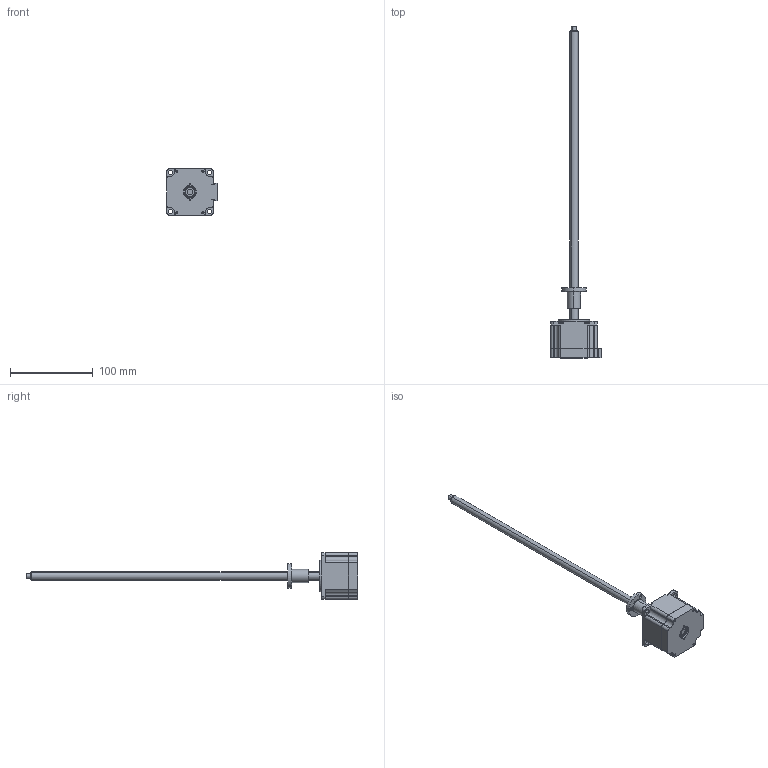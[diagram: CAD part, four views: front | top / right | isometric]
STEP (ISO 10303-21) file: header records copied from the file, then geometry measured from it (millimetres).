
FILE_DESCRIPTION (( 'STEP AP203' ), '1' );
FILE_NAME ('LE234S-T10105-350-AR4-S-210.STEP', '2018-08-13T01:52:17', ( '' ), ( '' ), 'SwSTEP 2.0', 'SolidWorks 2014', '' );
FILE_SCHEMA (( 'CONFIG_CONTROL_DESIGN' ));
Length unit declared in the file: millimetre
Products named in the file (1): LE234S-T10105-350-AR4-S-210
Bounding box: 61.2 x 400.5 x 56.2 mm (x, y, z)
Surface area: 35598.6 mm2 (no closed solid volume)
Topology: 0 solids, 14 shells, 309 faces, 1001 edges, 688 vertices
Faces by surface type: plane 133, cylinder 92, cone 72, sphere 8, torus 4
Entity records: 11509 total; most frequent: CARTESIAN_POINT 2633, DIRECTION 1873, ORIENTED_EDGE 1672, EDGE_CURVE 1001, VERTEX_POINT 688, AXIS2_PLACEMENT_3D 660, VECTOR 553, LINE 553
